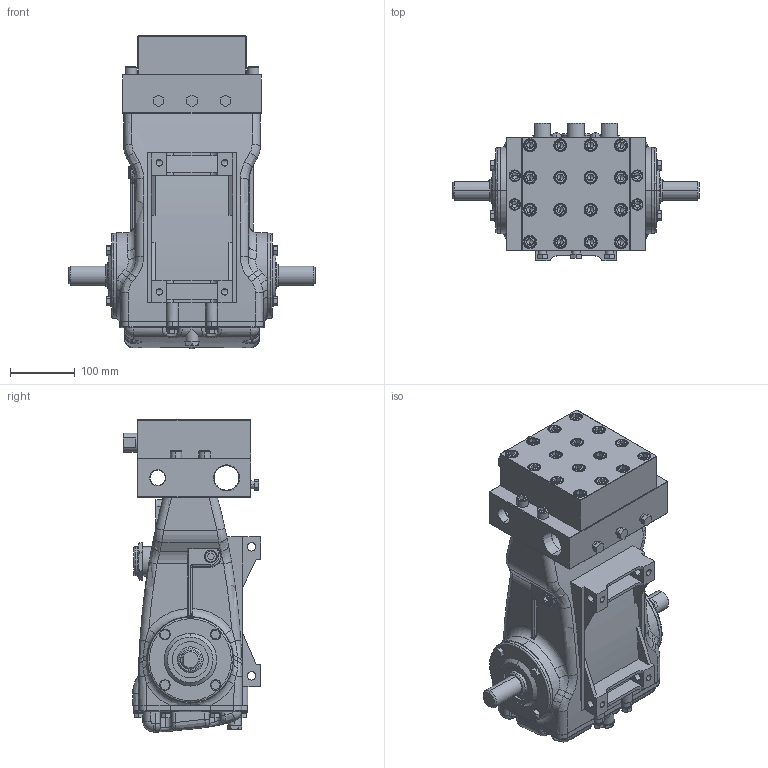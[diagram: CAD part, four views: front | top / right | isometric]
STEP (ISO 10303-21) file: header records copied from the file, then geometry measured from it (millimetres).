
FILE_DESCRIPTION (( 'STEP AP214' ), '1' );
FILE_NAME ('2831.STEP', '2008-09-26T18:05:31', ( ' ' ), ( ' ' ), 'SwSTEP 2.0', 'SolidWorks 2008', '' );
FILE_SCHEMA (( 'AUTOMOTIVE_DESIGN' ));
Length unit declared in the file: inch
Products named in the file (9): 25frame_drive_end; 2831; 701694; Socket Head Cap Screw_AM_B18.3.1M - 12 x 1.75 x 80 Hex SHCS -- 80NHX; Socket Head Cap Screw_AM_B18.3.1M - 12 x 1.75 x 65 Hex SHCS -- 65NHX; 701077; 701662; 701661; 901402
Assembly tree (30 placements, depth 3):
  2831
    25frame_drive_end
    901402
      Socket Head Cap Screw_AM_B18.3.1M - 12 x 1.75 x 65 Hex SHCS -- 65NHX  x16
      701077  x3
      701694  x3
      701661
      701662
    Socket Head Cap Screw_AM_B18.3.1M - 12 x 1.75 x 80 Hex SHCS -- 80NHX  x4
Bounding box: 382.02 x 212.75 x 486.13 mm (x, y, z)
Volume: 14449550.4 mm3; surface area: 808668.4 mm2
Topology: 29 solids, 29 shells, 1693 faces, 3889 edges, 2327 vertices
Faces by surface type: plane 838, cylinder 394, cone 216, bspline 139, torus 105, sphere 1
Entity records: 46571 total; most frequent: CARTESIAN_POINT 14612, DIRECTION 5576, ORIENTED_EDGE 5400, EDGE_CURVE 2700, AXIS2_PLACEMENT_3D 2160, VERTEX_POINT 1653, EDGE_LOOP 1297, VECTOR 1256
